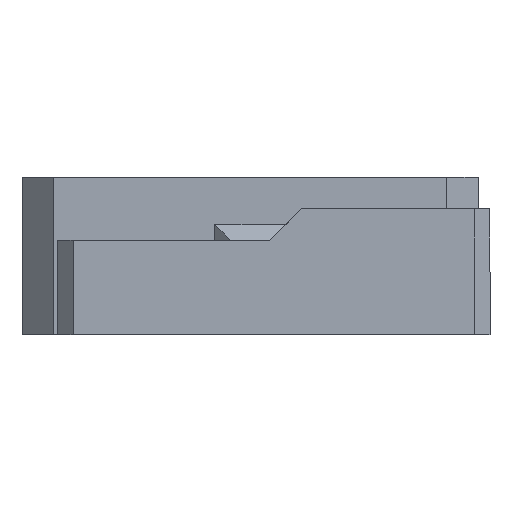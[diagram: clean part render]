
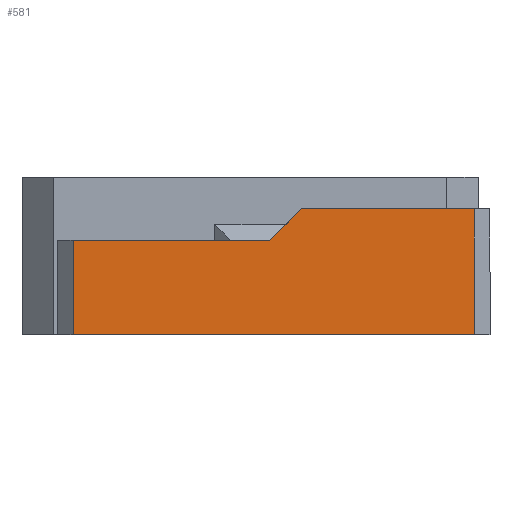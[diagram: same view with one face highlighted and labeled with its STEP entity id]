
A CAD part, front view. The second image highlights one B-rep face of the part: STEP entity #581.
In plain terms, the highlighted planar face has unit normal (0, -1, 0).
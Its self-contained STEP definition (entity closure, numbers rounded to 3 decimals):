
#368=CARTESIAN_POINT('',(14.25,-22.5,3.));
#369=VERTEX_POINT('',#368);
#376=CARTESIAN_POINT('',(14.25,-22.5,-5.));
#377=VERTEX_POINT('',#376);
#378=CARTESIAN_POINT('',(14.25,-22.5,3.));
#379=DIRECTION('',(0.0,0.0,-1.0));
#380=VECTOR('',#379,8.);
#381=LINE('',#378,#380);
#382=EDGE_CURVE('',#369,#377,#381,.T.);
#413=CARTESIAN_POINT('',(3.25,-22.5,3.));
#414=VERTEX_POINT('',#413);
#421=CARTESIAN_POINT('',(3.25,-22.5,3.));
#422=DIRECTION('',(1.0,0.0,0.0));
#423=VECTOR('',#422,11.0);
#424=LINE('',#421,#423);
#425=EDGE_CURVE('',#414,#369,#424,.T.);
#484=CARTESIAN_POINT('',(-11.25,-22.5,1.));
#485=VERTEX_POINT('',#484);
#492=CARTESIAN_POINT('',(1.25,-22.5,1.));
#493=VERTEX_POINT('',#492);
#494=CARTESIAN_POINT('',(1.25,-22.5,1.));
#495=DIRECTION('',(-1.0,0.0,0.0));
#496=VECTOR('',#495,12.5);
#497=LINE('',#494,#496);
#498=EDGE_CURVE('',#493,#485,#497,.T.);
#539=CARTESIAN_POINT('',(-11.25,-22.5,-5.));
#540=VERTEX_POINT('',#539);
#547=CARTESIAN_POINT('',(-11.25,-22.5,-5.));
#548=DIRECTION('',(0.0,0.0,1.0));
#549=VECTOR('',#548,6.);
#550=LINE('',#547,#549);
#551=EDGE_CURVE('',#540,#485,#550,.T.);
#558=CARTESIAN_POINT('',(0.,-22.5,-2.0));
#559=DIRECTION('',(0.0,1.0,0.0));
#560=DIRECTION('',(0.0,0.0,1.0));
#561=AXIS2_PLACEMENT_3D('',#558,#559,#560);
#562=PLANE('',#561);
#563=ORIENTED_EDGE('',*,*,#382,.F.);
#564=ORIENTED_EDGE('',*,*,#425,.F.);
#565=CARTESIAN_POINT('',(1.25,-22.5,1.));
#566=DIRECTION('',(0.707,0.0,0.707));
#567=VECTOR('',#566,2.828);
#568=LINE('',#565,#567);
#569=EDGE_CURVE('',#493,#414,#568,.T.);
#570=ORIENTED_EDGE('',*,*,#569,.F.);
#571=ORIENTED_EDGE('',*,*,#498,.T.);
#572=ORIENTED_EDGE('',*,*,#551,.F.);
#573=CARTESIAN_POINT('',(14.25,-22.5,-5.));
#574=DIRECTION('',(-1.0,0.0,0.0));
#575=VECTOR('',#574,25.5);
#576=LINE('',#573,#575);
#577=EDGE_CURVE('',#377,#540,#576,.T.);
#578=ORIENTED_EDGE('',*,*,#577,.F.);
#579=EDGE_LOOP('',(#563,#564,#570,#571,#572,#578));
#580=FACE_OUTER_BOUND('',#579,.T.);
#581=ADVANCED_FACE('',(#580),#562,.F.);
